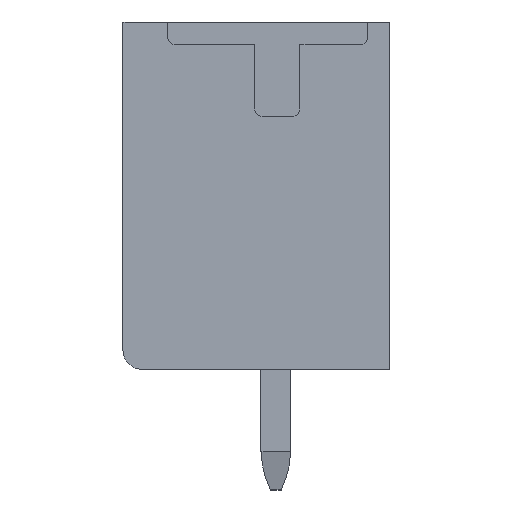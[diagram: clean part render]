
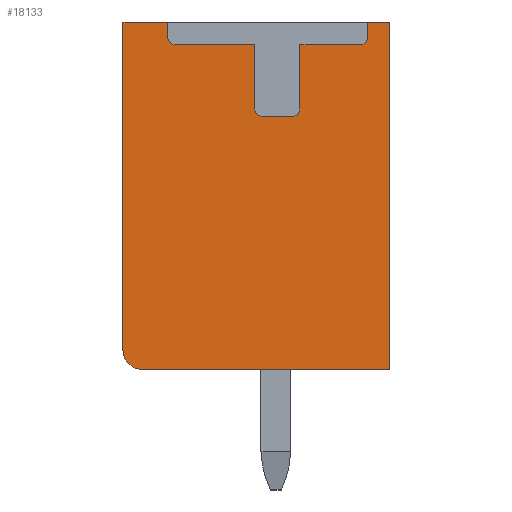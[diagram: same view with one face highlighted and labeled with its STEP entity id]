
A CAD part, left-side view. The second image highlights one B-rep face of the part: STEP entity #18133.
In plain terms, the highlighted planar face has unit normal (-1, 0, 0).
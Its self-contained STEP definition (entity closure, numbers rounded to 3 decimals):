
#17944=AXIS2_PLACEMENT_3D('Circle Axis2P3D',#17942,#17943,$) ;
#18032=AXIS2_PLACEMENT_3D('Plane Axis2P3D',#18029,#18030,#18031) ;
#18048=AXIS2_PLACEMENT_3D('Circle Axis2P3D',#18046,#18047,$) ;
#18069=AXIS2_PLACEMENT_3D('Circle Axis2P3D',#18067,#18068,$) ;
#18083=AXIS2_PLACEMENT_3D('Circle Axis2P3D',#18081,#18082,$) ;
#18104=AXIS2_PLACEMENT_3D('Circle Axis2P3D',#18102,#18103,$) ;
#388=CARTESIAN_POINT('Vertex',(0.3,0.,12.4)) ;
#391=CARTESIAN_POINT('Line Origine',(0.3,0.,7.8)) ;
#395=CARTESIAN_POINT('Vertex',(0.3,0.,3.2)) ;
#5411=CARTESIAN_POINT('Line Origine',(0.3,3.275,3.2)) ;
#5415=CARTESIAN_POINT('Vertex',(0.3,6.55,3.2)) ;
#6780=CARTESIAN_POINT('Vertex',(0.3,0.56,12.4)) ;
#6785=CARTESIAN_POINT('Line Origine',(0.3,0.28,12.4)) ;
#6829=CARTESIAN_POINT('Vertex',(0.3,7.05,12.4)) ;
#6832=CARTESIAN_POINT('Line Origine',(0.3,6.455,12.4)) ;
#6836=CARTESIAN_POINT('Vertex',(0.3,5.86,12.4)) ;
#17942=CARTESIAN_POINT('Axis2P3D Location',(0.3,6.55,3.7)) ;
#17946=CARTESIAN_POINT('Vertex',(0.3,7.05,3.7)) ;
#18029=CARTESIAN_POINT('Axis2P3D Location',(0.3,0.,0.)) ;
#18034=CARTESIAN_POINT('Line Origine',(0.3,7.05,8.05)) ;
#18039=CARTESIAN_POINT('Line Origine',(0.3,0.56,12.2)) ;
#18043=CARTESIAN_POINT('Vertex',(0.3,0.56,12.)) ;
#18046=CARTESIAN_POINT('Axis2P3D Location',(0.3,0.76,12.)) ;
#18050=CARTESIAN_POINT('Vertex',(0.3,0.76,11.8)) ;
#18053=CARTESIAN_POINT('Line Origine',(0.3,1.56,11.8)) ;
#18057=CARTESIAN_POINT('Vertex',(0.3,2.36,11.8)) ;
#18060=CARTESIAN_POINT('Line Origine',(0.3,2.36,10.95)) ;
#18064=CARTESIAN_POINT('Vertex',(0.3,2.36,10.1)) ;
#18067=CARTESIAN_POINT('Axis2P3D Location',(0.3,2.56,10.1)) ;
#18071=CARTESIAN_POINT('Vertex',(0.3,2.56,9.9)) ;
#18074=CARTESIAN_POINT('Line Origine',(0.3,2.96,9.9)) ;
#18078=CARTESIAN_POINT('Vertex',(0.3,3.36,9.9)) ;
#18081=CARTESIAN_POINT('Axis2P3D Location',(0.3,3.36,10.1)) ;
#18085=CARTESIAN_POINT('Vertex',(0.3,3.56,10.1)) ;
#18088=CARTESIAN_POINT('Line Origine',(0.3,3.56,10.95)) ;
#18092=CARTESIAN_POINT('Vertex',(0.3,3.56,11.8)) ;
#18095=CARTESIAN_POINT('Line Origine',(0.3,4.61,11.8)) ;
#18099=CARTESIAN_POINT('Vertex',(0.3,5.66,11.8)) ;
#18102=CARTESIAN_POINT('Axis2P3D Location',(0.3,5.66,12.)) ;
#18106=CARTESIAN_POINT('Vertex',(0.3,5.86,12.)) ;
#18109=CARTESIAN_POINT('Line Origine',(0.3,5.86,12.2)) ;
#392=DIRECTION('Vector Direction',(0.,0.,-1.)) ;
#5412=DIRECTION('Vector Direction',(0.,1.,0.)) ;
#6786=DIRECTION('Vector Direction',(0.,-1.,0.)) ;
#6833=DIRECTION('Vector Direction',(0.,-1.,0.)) ;
#17943=DIRECTION('Axis2P3D Direction',(-1.,0.,0.)) ;
#18030=DIRECTION('Axis2P3D Direction',(-1.,0.,0.)) ;
#18031=DIRECTION('Axis2P3D XDirection',(0.,-1.,0.)) ;
#18035=DIRECTION('Vector Direction',(0.,0.,1.)) ;
#18040=DIRECTION('Vector Direction',(0.,0.,-1.)) ;
#18047=DIRECTION('Axis2P3D Direction',(-1.,0.,0.)) ;
#18054=DIRECTION('Vector Direction',(0.,1.,0.)) ;
#18061=DIRECTION('Vector Direction',(0.,0.,-1.)) ;
#18068=DIRECTION('Axis2P3D Direction',(-1.,0.,0.)) ;
#18075=DIRECTION('Vector Direction',(0.,1.,0.)) ;
#18082=DIRECTION('Axis2P3D Direction',(-1.,0.,0.)) ;
#18089=DIRECTION('Vector Direction',(0.,0.,1.)) ;
#18096=DIRECTION('Vector Direction',(0.,1.,0.)) ;
#18103=DIRECTION('Axis2P3D Direction',(-1.,0.,0.)) ;
#18110=DIRECTION('Vector Direction',(0.,0.,1.)) ;
#393=VECTOR('Line Direction',#392,1.) ;
#5413=VECTOR('Line Direction',#5412,1.) ;
#6787=VECTOR('Line Direction',#6786,1.) ;
#6834=VECTOR('Line Direction',#6833,1.) ;
#18036=VECTOR('Line Direction',#18035,1.) ;
#18041=VECTOR('Line Direction',#18040,1.) ;
#18055=VECTOR('Line Direction',#18054,1.) ;
#18062=VECTOR('Line Direction',#18061,1.) ;
#18076=VECTOR('Line Direction',#18075,1.) ;
#18090=VECTOR('Line Direction',#18089,1.) ;
#18097=VECTOR('Line Direction',#18096,1.) ;
#18111=VECTOR('Line Direction',#18110,1.) ;
#18115=ORIENTED_EDGE('',*,*,#6838,.T.) ;
#18116=ORIENTED_EDGE('',*,*,#18038,.T.) ;
#18117=ORIENTED_EDGE('',*,*,#17948,.T.) ;
#18118=ORIENTED_EDGE('',*,*,#5417,.T.) ;
#18119=ORIENTED_EDGE('',*,*,#397,.T.) ;
#18120=ORIENTED_EDGE('',*,*,#6789,.T.) ;
#18121=ORIENTED_EDGE('',*,*,#18045,.F.) ;
#18122=ORIENTED_EDGE('',*,*,#18052,.F.) ;
#18123=ORIENTED_EDGE('',*,*,#18059,.F.) ;
#18124=ORIENTED_EDGE('',*,*,#18066,.F.) ;
#18125=ORIENTED_EDGE('',*,*,#18073,.F.) ;
#18126=ORIENTED_EDGE('',*,*,#18080,.F.) ;
#18127=ORIENTED_EDGE('',*,*,#18087,.F.) ;
#18128=ORIENTED_EDGE('',*,*,#18094,.F.) ;
#18129=ORIENTED_EDGE('',*,*,#18101,.F.) ;
#18130=ORIENTED_EDGE('',*,*,#18108,.F.) ;
#18131=ORIENTED_EDGE('',*,*,#18113,.F.) ;
#18133=ADVANCED_FACE('HOUSING',(#18132),#18033,.T.) ;
#17945=CIRCLE('generated circle',#17944,0.5) ;
#18049=CIRCLE('generated circle',#18048,0.2) ;
#18070=CIRCLE('generated circle',#18069,0.2) ;
#18084=CIRCLE('generated circle',#18083,0.2) ;
#18105=CIRCLE('generated circle',#18104,0.2) ;
#397=EDGE_CURVE('',#396,#389,#394,.F.) ;
#5417=EDGE_CURVE('',#5416,#396,#5414,.F.) ;
#6789=EDGE_CURVE('',#389,#6781,#6788,.F.) ;
#6838=EDGE_CURVE('',#6837,#6830,#6835,.F.) ;
#17948=EDGE_CURVE('',#17947,#5416,#17945,.T.) ;
#18038=EDGE_CURVE('',#6830,#17947,#18037,.F.) ;
#18045=EDGE_CURVE('',#18044,#6781,#18042,.F.) ;
#18052=EDGE_CURVE('',#18051,#18044,#18049,.T.) ;
#18059=EDGE_CURVE('',#18058,#18051,#18056,.F.) ;
#18066=EDGE_CURVE('',#18065,#18058,#18063,.F.) ;
#18073=EDGE_CURVE('',#18072,#18065,#18070,.T.) ;
#18080=EDGE_CURVE('',#18079,#18072,#18077,.F.) ;
#18087=EDGE_CURVE('',#18086,#18079,#18084,.T.) ;
#18094=EDGE_CURVE('',#18093,#18086,#18091,.F.) ;
#18101=EDGE_CURVE('',#18100,#18093,#18098,.F.) ;
#18108=EDGE_CURVE('',#18107,#18100,#18105,.T.) ;
#18113=EDGE_CURVE('',#6837,#18107,#18112,.F.) ;
#18114=EDGE_LOOP('',(#18115,#18116,#18117,#18118,#18119,#18120,#18121,#18122,#18123,#18124,#18125,#18126,#18127,#18128,#18129,#18130,#18131)) ;
#18132=FACE_OUTER_BOUND('',#18114,.T.) ;
#394=LINE('Line',#391,#393) ;
#5414=LINE('Line',#5411,#5413) ;
#6788=LINE('Line',#6785,#6787) ;
#6835=LINE('Line',#6832,#6834) ;
#18037=LINE('Line',#18034,#18036) ;
#18042=LINE('Line',#18039,#18041) ;
#18056=LINE('Line',#18053,#18055) ;
#18063=LINE('Line',#18060,#18062) ;
#18077=LINE('Line',#18074,#18076) ;
#18091=LINE('Line',#18088,#18090) ;
#18098=LINE('Line',#18095,#18097) ;
#18112=LINE('Line',#18109,#18111) ;
#18033=PLANE('',#18032) ;
#389=VERTEX_POINT('',#388) ;
#396=VERTEX_POINT('',#395) ;
#5416=VERTEX_POINT('',#5415) ;
#6781=VERTEX_POINT('',#6780) ;
#6830=VERTEX_POINT('',#6829) ;
#6837=VERTEX_POINT('',#6836) ;
#17947=VERTEX_POINT('',#17946) ;
#18044=VERTEX_POINT('',#18043) ;
#18051=VERTEX_POINT('',#18050) ;
#18058=VERTEX_POINT('',#18057) ;
#18065=VERTEX_POINT('',#18064) ;
#18072=VERTEX_POINT('',#18071) ;
#18079=VERTEX_POINT('',#18078) ;
#18086=VERTEX_POINT('',#18085) ;
#18093=VERTEX_POINT('',#18092) ;
#18100=VERTEX_POINT('',#18099) ;
#18107=VERTEX_POINT('',#18106) ;
